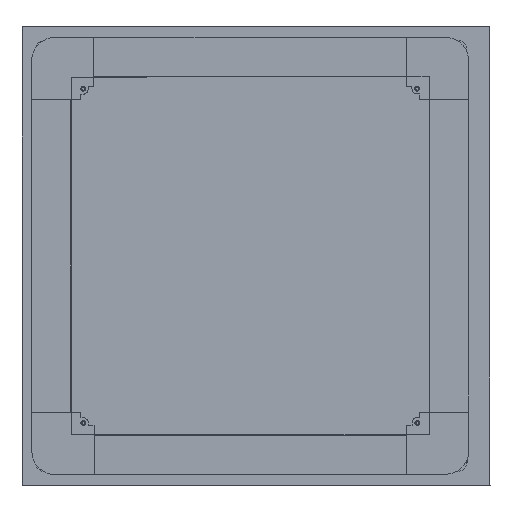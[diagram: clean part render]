
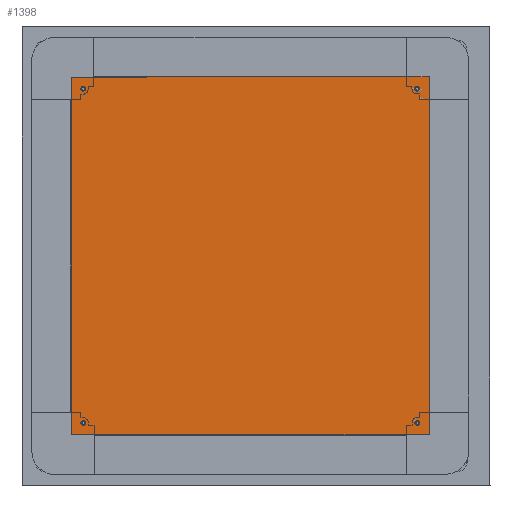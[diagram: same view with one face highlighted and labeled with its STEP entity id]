
A CAD part, top view. The second image highlights one B-rep face of the part: STEP entity #1398.
In plain terms, the highlighted face is planar.
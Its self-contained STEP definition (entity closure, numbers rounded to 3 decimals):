
#38 = EDGE_LOOP ( 'NONE', ( #4114, #5125 ) ) ;
#49 = VERTEX_POINT ( 'NONE', #2572 ) ;
#52 = AXIS2_PLACEMENT_3D ( 'NONE', #4032, #2488, #4810 ) ;
#53 = CARTESIAN_POINT ( 'NONE',  ( 178.5, -178.5, 0.8 ) ) ;
#226 = VERTEX_POINT ( 'NONE', #5055 ) ;
#236 = FACE_OUTER_BOUND ( 'NONE', #2911, .T. ) ;
#248 = ORIENTED_EDGE ( 'NONE', *, *, #2131, .F. ) ;
#372 = DIRECTION ( 'NONE',  ( 1., 0., 0. ) ) ;
#564 = VERTEX_POINT ( 'NONE', #1852 ) ;
#633 = DIRECTION ( 'NONE',  ( 1., 0., 0. ) ) ;
#661 = CARTESIAN_POINT ( 'NONE',  ( 176., 178.5, 0.8 ) ) ;
#678 = AXIS2_PLACEMENT_3D ( 'NONE', #4620, #1477, #3841 ) ;
#698 = CARTESIAN_POINT ( 'NONE',  ( -178.5, -178.5, 0.8 ) ) ;
#766 = CIRCLE ( 'NONE', #2768, 2.5 ) ;
#833 = DIRECTION ( 'NONE',  ( -1., 0., 0. ) ) ;
#865 = ORIENTED_EDGE ( 'NONE', *, *, #3652, .T. ) ;
#879 = DIRECTION ( 'NONE',  ( 0., 0., 1. ) ) ;
#891 = ORIENTED_EDGE ( 'NONE', *, *, #1474, .F. ) ;
#964 = EDGE_CURVE ( 'NONE', #1312, #49, #766, .T. ) ;
#982 = VERTEX_POINT ( 'NONE', #2359 ) ;
#1062 = EDGE_CURVE ( 'NONE', #2639, #564, #3893, .T. ) ;
#1081 = CARTESIAN_POINT ( 'NONE',  ( -178.5, 178.5, 0.8 ) ) ;
#1095 = ORIENTED_EDGE ( 'NONE', *, *, #3639, .F. ) ;
#1098 = CIRCLE ( 'NONE', #4858, 2.5 ) ;
#1107 = ORIENTED_EDGE ( 'NONE', *, *, #5111, .T. ) ;
#1119 = DIRECTION ( 'NONE',  ( 0., 0., 1. ) ) ;
#1142 = EDGE_CURVE ( 'NONE', #1740, #4294, #1098, .T. ) ;
#1234 = EDGE_LOOP ( 'NONE', ( #3843, #1095 ) ) ;
#1312 = VERTEX_POINT ( 'NONE', #4200 ) ;
#1398 = ADVANCED_FACE ( 'NONE', ( #3930, #1520, #236, #4040, #5087 ), #2465, .F. ) ;
#1474 = EDGE_CURVE ( 'NONE', #4294, #1740, #4742, .T. ) ;
#1477 = DIRECTION ( 'NONE',  ( 0., 0., 1. ) ) ;
#1520 = FACE_BOUND ( 'NONE', #2836, .T. ) ;
#1601 = CARTESIAN_POINT ( 'NONE',  ( -191.25, -191.25, 0.8 ) ) ;
#1619 = DIRECTION ( 'NONE',  ( 0., 0., 1. ) ) ;
#1740 = VERTEX_POINT ( 'NONE', #3325 ) ;
#1787 = CIRCLE ( 'NONE', #2237, 2.5 ) ;
#1799 = VERTEX_POINT ( 'NONE', #3192 ) ;
#1813 = DIRECTION ( 'NONE',  ( 0., 1., 0. ) ) ;
#1833 = ORIENTED_EDGE ( 'NONE', *, *, #1142, .F. ) ;
#1852 = CARTESIAN_POINT ( 'NONE',  ( -191.25, -191.25, 0.8 ) ) ;
#1943 = LINE ( 'NONE', #2134, #2650 ) ;
#1970 = CARTESIAN_POINT ( 'NONE',  ( 178.5, -178.5, 0.8 ) ) ;
#1982 = AXIS2_PLACEMENT_3D ( 'NONE', #1970, #5006, #372 ) ;
#2048 = VECTOR ( 'NONE', #3710, 1000. ) ;
#2131 = EDGE_CURVE ( 'NONE', #982, #3093, #2164, .T. ) ;
#2134 = CARTESIAN_POINT ( 'NONE',  ( 191.25, -191.25, 0.8 ) ) ;
#2164 = CIRCLE ( 'NONE', #678, 2.5 ) ;
#2169 = AXIS2_PLACEMENT_3D ( 'NONE', #3668, #4211, #633 ) ;
#2171 = VECTOR ( 'NONE', #833, 1000. ) ;
#2227 = AXIS2_PLACEMENT_3D ( 'NONE', #53, #879, #3807 ) ;
#2237 = AXIS2_PLACEMENT_3D ( 'NONE', #1081, #3456, #4644 ) ;
#2316 = DIRECTION ( 'NONE',  ( 1., 0., 0. ) ) ;
#2359 = CARTESIAN_POINT ( 'NONE',  ( -181., 178.5, 0.8 ) ) ;
#2405 = EDGE_CURVE ( 'NONE', #3093, #982, #1787, .T. ) ;
#2465 = PLANE ( 'NONE',  #52 ) ;
#2488 = DIRECTION ( 'NONE',  ( 0., 0., -1. ) ) ;
#2572 = CARTESIAN_POINT ( 'NONE',  ( -176., -178.5, 0.8 ) ) ;
#2576 = CARTESIAN_POINT ( 'NONE',  ( -191.25, -191.25, 0.8 ) ) ;
#2622 = ORIENTED_EDGE ( 'NONE', *, *, #1062, .T. ) ;
#2639 = VERTEX_POINT ( 'NONE', #3979 ) ;
#2650 = VECTOR ( 'NONE', #1813, 1000. ) ;
#2696 = CARTESIAN_POINT ( 'NONE',  ( 178.5, 178.5, 0.8 ) ) ;
#2768 = AXIS2_PLACEMENT_3D ( 'NONE', #698, #1119, #3304 ) ;
#2792 = CARTESIAN_POINT ( 'NONE',  ( 176., -178.5, 0.8 ) ) ;
#2836 = EDGE_LOOP ( 'NONE', ( #248, #4924 ) ) ;
#2911 = EDGE_LOOP ( 'NONE', ( #2622, #865, #1107, #3175 ) ) ;
#3093 = VERTEX_POINT ( 'NONE', #3250 ) ;
#3136 = AXIS2_PLACEMENT_3D ( 'NONE', #4741, #1619, #5155 ) ;
#3174 = CIRCLE ( 'NONE', #3136, 2.5 ) ;
#3175 = ORIENTED_EDGE ( 'NONE', *, *, #4455, .T. ) ;
#3177 = CIRCLE ( 'NONE', #2227, 2.5 ) ;
#3192 = CARTESIAN_POINT ( 'NONE',  ( 191.25, 191.25, 0.8 ) ) ;
#3250 = CARTESIAN_POINT ( 'NONE',  ( -176., 178.5, 0.8 ) ) ;
#3304 = DIRECTION ( 'NONE',  ( 1., 0., 0. ) ) ;
#3325 = CARTESIAN_POINT ( 'NONE',  ( 181., 178.5, 0.8 ) ) ;
#3456 = DIRECTION ( 'NONE',  ( 0., 0., 1. ) ) ;
#3639 = EDGE_CURVE ( 'NONE', #49, #1312, #3174, .T. ) ;
#3652 = EDGE_CURVE ( 'NONE', #564, #4873, #3742, .T. ) ;
#3668 = CARTESIAN_POINT ( 'NONE',  ( 178.5, 178.5, 0.8 ) ) ;
#3710 = DIRECTION ( 'NONE',  ( 0., -1., 0. ) ) ;
#3742 = LINE ( 'NONE', #1601, #4943 ) ;
#3807 = DIRECTION ( 'NONE',  ( 1., 0., 0. ) ) ;
#3841 = DIRECTION ( 'NONE',  ( 1., 0., 0. ) ) ;
#3843 = ORIENTED_EDGE ( 'NONE', *, *, #964, .F. ) ;
#3893 = LINE ( 'NONE', #2576, #2048 ) ;
#3922 = CARTESIAN_POINT ( 'NONE',  ( 191.25, -191.25, 0.8 ) ) ;
#3930 = FACE_BOUND ( 'NONE', #1234, .T. ) ;
#3979 = CARTESIAN_POINT ( 'NONE',  ( -191.25, 191.25, 0.8 ) ) ;
#3982 = EDGE_CURVE ( 'NONE', #226, #4375, #5089, .T. ) ;
#4032 = CARTESIAN_POINT ( 'NONE',  ( -191.25, -191.25, 0.8 ) ) ;
#4040 = FACE_BOUND ( 'NONE', #4088, .T. ) ;
#4088 = EDGE_LOOP ( 'NONE', ( #891, #1833 ) ) ;
#4094 = LINE ( 'NONE', #4554, #2171 ) ;
#4114 = ORIENTED_EDGE ( 'NONE', *, *, #4869, .F. ) ;
#4200 = CARTESIAN_POINT ( 'NONE',  ( -181., -178.5, 0.8 ) ) ;
#4211 = DIRECTION ( 'NONE',  ( 0., 0., 1. ) ) ;
#4294 = VERTEX_POINT ( 'NONE', #661 ) ;
#4375 = VERTEX_POINT ( 'NONE', #2792 ) ;
#4455 = EDGE_CURVE ( 'NONE', #1799, #2639, #4094, .T. ) ;
#4554 = CARTESIAN_POINT ( 'NONE',  ( -191.25, 191.25, 0.8 ) ) ;
#4620 = CARTESIAN_POINT ( 'NONE',  ( -178.5, 178.5, 0.8 ) ) ;
#4644 = DIRECTION ( 'NONE',  ( 1., 0., 0. ) ) ;
#4741 = CARTESIAN_POINT ( 'NONE',  ( -178.5, -178.5, 0.8 ) ) ;
#4742 = CIRCLE ( 'NONE', #2169, 2.5 ) ;
#4810 = DIRECTION ( 'NONE',  ( -1., 0., 0. ) ) ;
#4858 = AXIS2_PLACEMENT_3D ( 'NONE', #2696, #5023, #2316 ) ;
#4869 = EDGE_CURVE ( 'NONE', #4375, #226, #3177, .T. ) ;
#4873 = VERTEX_POINT ( 'NONE', #3922 ) ;
#4924 = ORIENTED_EDGE ( 'NONE', *, *, #2405, .F. ) ;
#4943 = VECTOR ( 'NONE', #5139, 1000. ) ;
#5006 = DIRECTION ( 'NONE',  ( 0., 0., 1. ) ) ;
#5023 = DIRECTION ( 'NONE',  ( 0., 0., 1. ) ) ;
#5055 = CARTESIAN_POINT ( 'NONE',  ( 181., -178.5, 0.8 ) ) ;
#5087 = FACE_BOUND ( 'NONE', #38, .T. ) ;
#5089 = CIRCLE ( 'NONE', #1982, 2.5 ) ;
#5111 = EDGE_CURVE ( 'NONE', #4873, #1799, #1943, .T. ) ;
#5125 = ORIENTED_EDGE ( 'NONE', *, *, #3982, .F. ) ;
#5139 = DIRECTION ( 'NONE',  ( 1., 0., 0. ) ) ;
#5155 = DIRECTION ( 'NONE',  ( 1., 0., 0. ) ) ;
